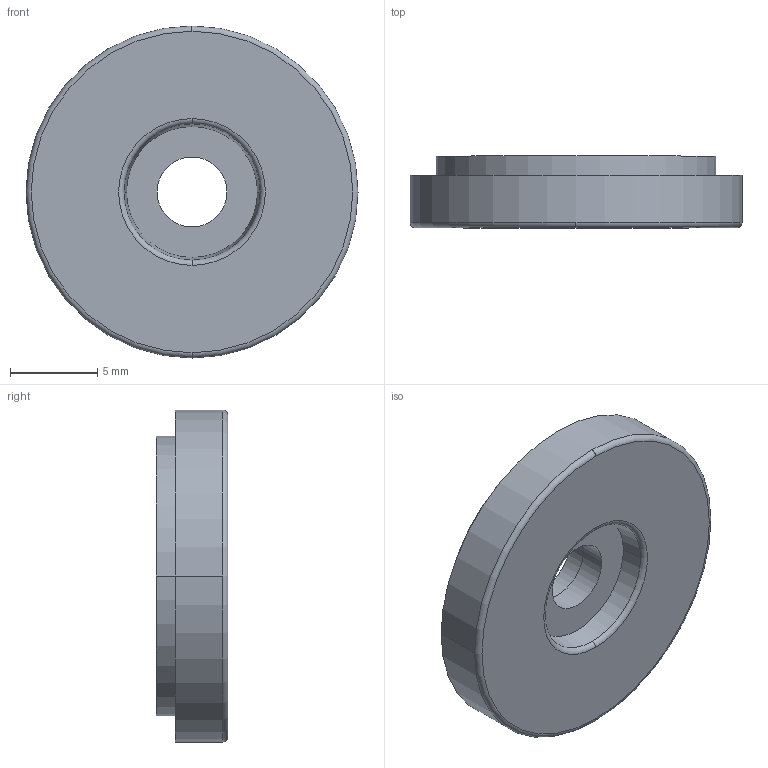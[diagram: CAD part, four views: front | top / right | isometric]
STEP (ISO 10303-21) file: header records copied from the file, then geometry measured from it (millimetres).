
FILE_DESCRIPTION(('STEP AP214'),'1');
FILE_NAME('HALDERN_EH_25150_1219.stp','2020-02-28T09:42:56',('TraceParts'),('TraceParts S.A.'),'Spatial InterOp 3D',' ',' ');
FILE_SCHEMA(('AUTOMOTIVE_DESIGN { 1 0 10303 214 1 1 1 1 }'));
Length unit declared in the file: millimetre
Products named in the file (1): HALDERN_EH_25150_1219_1
Bounding box: 19 x 4.1 x 19 mm (x, y, z)
Volume: 968 mm3; surface area: 1672.5 mm2
Topology: 3 solids, 3 shells, 25 faces, 56 edges, 38 vertices
Faces by surface type: cylinder 12, plane 7, torus 4, cone 2
Entity records: 964 total; most frequent: DIRECTION 154, CARTESIAN_POINT 122, ORIENTED_EDGE 112, AXIS2_PLACEMENT_3D 70, EDGE_CURVE 56, CIRCLE 42, VERTEX_POINT 38, EDGE_LOOP 32
